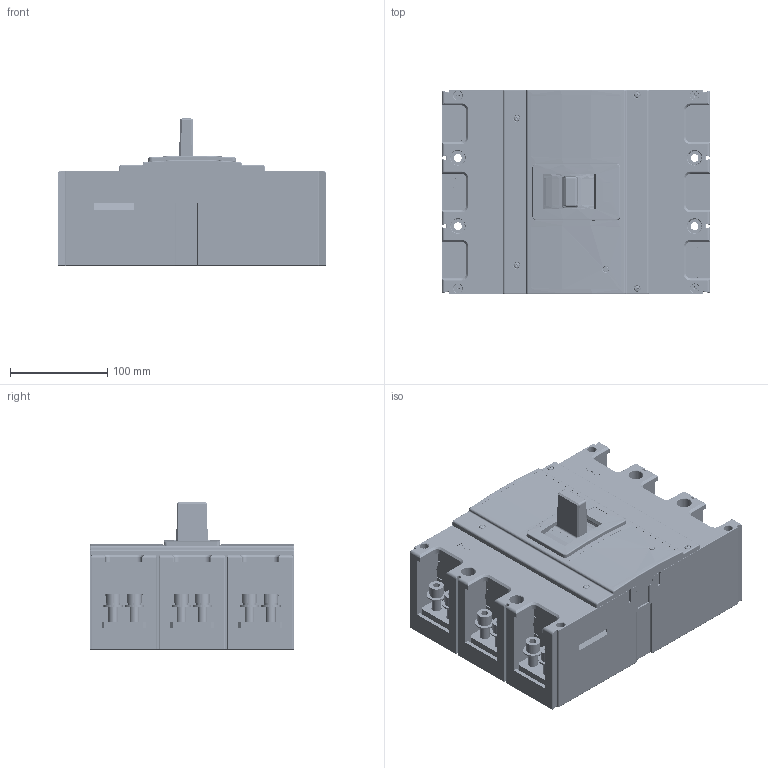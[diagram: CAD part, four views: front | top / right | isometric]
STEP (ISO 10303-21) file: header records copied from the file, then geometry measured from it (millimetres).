
FILE_DESCRIPTION(/* description */ (''),/* implementation_level */ '2;1');
FILE_NAME(/* name */ '1250-3P.stp',/* time_stamp */ '2023-04-13T13:23:58+08:00',/* author */ (''),/* organization */ (''),/* preprocessor_version */ 'ST-DEVELOPER v11',/* originating_system */ 'SIEMENS UGS NX 6.0',/* authorisation */ '');
FILE_SCHEMA (('CONFIG_CONTROL_DESIGN'));
Products named in the file (1): model7
Bounding box: 275.5 x 210 x 151.31 mm (x, y, z)
Volume: 1978293.4 mm3; surface area: 1013173.7 mm2
Topology: 108 solids, 114 shells, 5912 faces, 16168 edges, 10645 vertices
Faces by surface type: plane 3652, cylinder 1653, torus 178, bspline 161, extrusion 131, cone 105, sphere 30, revolution 2
Full cylindrical faces by diameter (mm): 2.659 x4, 2.9 x1, 3 x4, 3.15 x4, 3.3 x18, 3.354 x84, 3.4 x8, 3.5 x9, 4 x16, 4.2 x49, 4.48 x5, 4.5 x6, 4.6 x8, 5 x17, 5.1 x3, 5.3 x12, 5.5 x45, 5.8 x2, 5.85 x8, 6 x2, 6.2 x7, 6.3 x1, 6.5 x4, 6.6 x1, 7 x55, 7.05 x1, 7.2 x3, 7.5 x40, 8 x4, 8.2 x6
Entity records: 303955 total; most frequent: CARTESIAN_POINT 158975, ORIENTED_EDGE 30014, DIRECTION 28624, EDGE_CURVE 15007, VERTEX_POINT 10265, VECTOR 10130, LINE 9999, AXIS2_PLACEMENT_3D 9246
